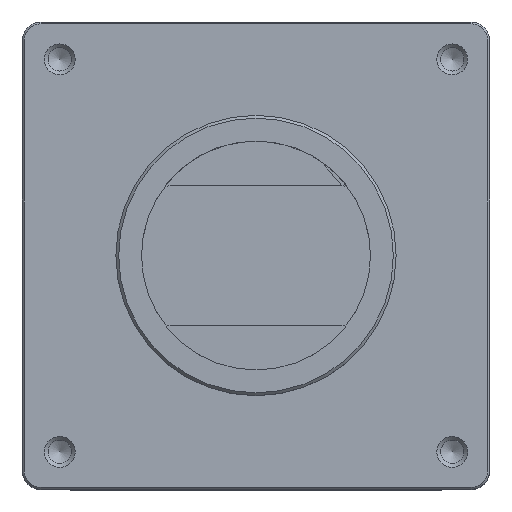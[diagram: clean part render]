
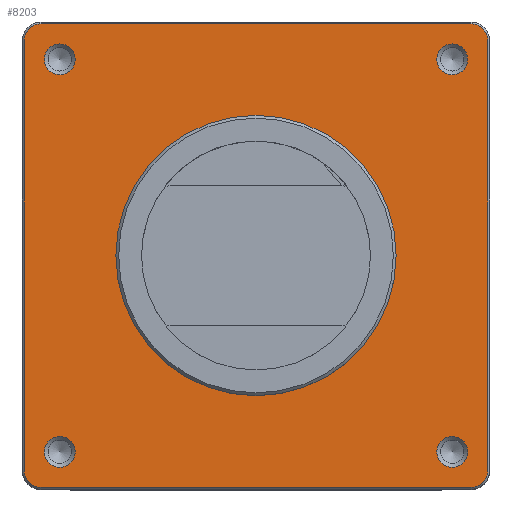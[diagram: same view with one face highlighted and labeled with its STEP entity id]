
A CAD part, top view. The second image highlights one B-rep face of the part: STEP entity #8203.
In plain terms, the highlighted planar face has unit normal (0, 0, 1).
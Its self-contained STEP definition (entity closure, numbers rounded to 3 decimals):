
#358 = ORIENTED_EDGE ( 'NONE', *, *, #1479, .F. ) ;
#759 = DIRECTION ( 'NONE',  ( 0., 0., 1. ) ) ;
#1017 = CARTESIAN_POINT ( 'NONE',  ( 23., 23., 10. ) ) ;
#1146 = EDGE_CURVE ( 'NONE', #42319, #42319, #98415, .T. ) ;
#1479 = EDGE_CURVE ( 'NONE', #18116, #18116, #51383, .T. ) ;
#1784 = DIRECTION ( 'NONE',  ( 1., 0., 0. ) ) ;
#1787 = DIRECTION ( 'NONE',  ( 1., 0., 0. ) ) ;
#2195 = ORIENTED_EDGE ( 'NONE', *, *, #6653, .T. ) ;
#2336 = CARTESIAN_POINT ( 'NONE',  ( -15., 0., 10. ) ) ;
#2733 = CARTESIAN_POINT ( 'NONE',  ( -19.35, 21., 10. ) ) ;
#5234 = CIRCLE ( 'NONE', #77496, 1.8 ) ;
#5474 = CARTESIAN_POINT ( 'NONE',  ( -23., 24.8, 10. ) ) ;
#6040 = AXIS2_PLACEMENT_3D ( 'NONE', #56715, #103640, #54653 ) ;
#6653 = EDGE_CURVE ( 'NONE', #10321, #22910, #53540, .T. ) ;
#8203 = ADVANCED_FACE ( 'NONE', ( #66254, #16821, #88460, #48894, #98420, #97380 ), #16313, .F. ) ;
#8695 = VERTEX_POINT ( 'NONE', #67680 ) ;
#9083 = CARTESIAN_POINT ( 'NONE',  ( 23., 23., 10. ) ) ;
#9432 = DIRECTION ( 'NONE',  ( 0., 0., -1. ) ) ;
#10321 = VERTEX_POINT ( 'NONE', #5474 ) ;
#11954 = VECTOR ( 'NONE', #40828, 1000. ) ;
#12129 = ORIENTED_EDGE ( 'NONE', *, *, #55040, .T. ) ;
#12498 = EDGE_LOOP ( 'NONE', ( #24245, #29271, #51094, #12129, #101537, #81225, #2195, #15637 ) ) ;
#14457 = DIRECTION ( 'NONE',  ( 0., 0., 1. ) ) ;
#15326 = VERTEX_POINT ( 'NONE', #76981 ) ;
#15541 = LINE ( 'NONE', #39742, #62678 ) ;
#15637 = ORIENTED_EDGE ( 'NONE', *, *, #58147, .T. ) ;
#16028 = AXIS2_PLACEMENT_3D ( 'NONE', #40223, #759, #1787 ) ;
#16313 = PLANE ( 'NONE',  #33343 ) ;
#16821 = FACE_BOUND ( 'NONE', #72014, .T. ) ;
#18116 = VERTEX_POINT ( 'NONE', #2336 ) ;
#19614 = CARTESIAN_POINT ( 'NONE',  ( -24.8, 23., 10. ) ) ;
#20596 = EDGE_CURVE ( 'NONE', #80379, #28446, #60122, .T. ) ;
#21760 = CARTESIAN_POINT ( 'NONE',  ( -23., -23., 10. ) ) ;
#21833 = CARTESIAN_POINT ( 'NONE',  ( -21., 21., 10. ) ) ;
#22910 = VERTEX_POINT ( 'NONE', #19614 ) ;
#24245 = ORIENTED_EDGE ( 'NONE', *, *, #70397, .T. ) ;
#26702 = CARTESIAN_POINT ( 'NONE',  ( 23., 24.8, 10. ) ) ;
#26941 = DIRECTION ( 'NONE',  ( 0., 0., 1. ) ) ;
#27738 = LINE ( 'NONE', #26702, #90203 ) ;
#28446 = VERTEX_POINT ( 'NONE', #93639 ) ;
#28996 = VERTEX_POINT ( 'NONE', #59537 ) ;
#29271 = ORIENTED_EDGE ( 'NONE', *, *, #20596, .T. ) ;
#30362 = CARTESIAN_POINT ( 'NONE',  ( 21., 21., 10. ) ) ;
#31040 = EDGE_LOOP ( 'NONE', ( #93561 ) ) ;
#33343 = AXIS2_PLACEMENT_3D ( 'NONE', #1017, #9432, #56295 ) ;
#33976 = EDGE_CURVE ( 'NONE', #98054, #98054, #80004, .T. ) ;
#34326 = EDGE_CURVE ( 'NONE', #89119, #89119, #38057, .T. ) ;
#34899 = CARTESIAN_POINT ( 'NONE',  ( 23., -24.8, 10. ) ) ;
#37775 = AXIS2_PLACEMENT_3D ( 'NONE', #65467, #51233, #1784 ) ;
#37855 = EDGE_CURVE ( 'NONE', #40251, #15326, #5234, .T. ) ;
#38057 = CIRCLE ( 'NONE', #68254, 1.65 ) ;
#38846 = VERTEX_POINT ( 'NONE', #97051 ) ;
#39742 = CARTESIAN_POINT ( 'NONE',  ( -24.8, 23., 10. ) ) ;
#40223 = CARTESIAN_POINT ( 'NONE',  ( 21., -21., 10. ) ) ;
#40251 = VERTEX_POINT ( 'NONE', #55200 ) ;
#40828 = DIRECTION ( 'NONE',  ( 0., 1., 0. ) ) ;
#42319 = VERTEX_POINT ( 'NONE', #51246 ) ;
#43335 = EDGE_CURVE ( 'NONE', #28996, #28996, #78150, .T. ) ;
#43800 = EDGE_LOOP ( 'NONE', ( #92013 ) ) ;
#44020 = DIRECTION ( 'NONE',  ( -1., 0., 0. ) ) ;
#44356 = ORIENTED_EDGE ( 'NONE', *, *, #33976, .F. ) ;
#44848 = DIRECTION ( 'NONE',  ( 1., 0., 0. ) ) ;
#45949 = DIRECTION ( 'NONE',  ( -1., 0., 0. ) ) ;
#47480 = DIRECTION ( 'NONE',  ( 0., 0., 1. ) ) ;
#47561 = DIRECTION ( 'NONE',  ( 1., 0., 0. ) ) ;
#48706 = CARTESIAN_POINT ( 'NONE',  ( 24.8, 23., 10. ) ) ;
#48894 = FACE_BOUND ( 'NONE', #80067, .T. ) ;
#51094 = ORIENTED_EDGE ( 'NONE', *, *, #96083, .T. ) ;
#51233 = DIRECTION ( 'NONE',  ( 0., 0., 1. ) ) ;
#51246 = CARTESIAN_POINT ( 'NONE',  ( 22.65, -21., 10. ) ) ;
#51382 = ORIENTED_EDGE ( 'NONE', *, *, #43335, .F. ) ;
#51383 = CIRCLE ( 'NONE', #6040, 15. ) ;
#51384 = DIRECTION ( 'NONE',  ( -1., 0., 0. ) ) ;
#53328 = DIRECTION ( 'NONE',  ( 0., 0., 1. ) ) ;
#53540 = CIRCLE ( 'NONE', #75416, 1.8 ) ;
#54653 = DIRECTION ( 'NONE',  ( -1., 0., 0. ) ) ;
#55040 = EDGE_CURVE ( 'NONE', #38846, #40251, #87741, .T. ) ;
#55200 = CARTESIAN_POINT ( 'NONE',  ( 24.8, 23., 10. ) ) ;
#56295 = DIRECTION ( 'NONE',  ( -1., 0., 0. ) ) ;
#56715 = CARTESIAN_POINT ( 'NONE',  ( 0., 0., 10. ) ) ;
#58147 = EDGE_CURVE ( 'NONE', #22910, #8695, #15541, .T. ) ;
#59537 = CARTESIAN_POINT ( 'NONE',  ( -19.35, -21., 10. ) ) ;
#60122 = LINE ( 'NONE', #34899, #90901 ) ;
#60833 = DIRECTION ( 'NONE',  ( 0., 0., 1. ) ) ;
#62452 = DIRECTION ( 'NONE',  ( 1., 0., 0. ) ) ;
#62678 = VECTOR ( 'NONE', #71855, 1000. ) ;
#65467 = CARTESIAN_POINT ( 'NONE',  ( -21., -21., 10. ) ) ;
#66254 = FACE_BOUND ( 'NONE', #31040, .T. ) ;
#66411 = CARTESIAN_POINT ( 'NONE',  ( 22.65, 21., 10. ) ) ;
#66928 = DIRECTION ( 'NONE',  ( -1., 0., 0. ) ) ;
#67193 = CARTESIAN_POINT ( 'NONE',  ( 23., -23., 10. ) ) ;
#67680 = CARTESIAN_POINT ( 'NONE',  ( -24.8, -23., 10. ) ) ;
#68254 = AXIS2_PLACEMENT_3D ( 'NONE', #21833, #14457, #47561 ) ;
#69344 = CIRCLE ( 'NONE', #76046, 1.8 ) ;
#70397 = EDGE_CURVE ( 'NONE', #8695, #80379, #75909, .T. ) ;
#71576 = AXIS2_PLACEMENT_3D ( 'NONE', #30362, #104060, #62452 ) ;
#71855 = DIRECTION ( 'NONE',  ( 0., -1., 0. ) ) ;
#72014 = EDGE_LOOP ( 'NONE', ( #44356 ) ) ;
#75416 = AXIS2_PLACEMENT_3D ( 'NONE', #101263, #47480, #94425 ) ;
#75909 = CIRCLE ( 'NONE', #91054, 1.8 ) ;
#76046 = AXIS2_PLACEMENT_3D ( 'NONE', #67193, #60833, #51384 ) ;
#76981 = CARTESIAN_POINT ( 'NONE',  ( 23., 24.8, 10. ) ) ;
#77057 = EDGE_LOOP ( 'NONE', ( #358 ) ) ;
#77496 = AXIS2_PLACEMENT_3D ( 'NONE', #9083, #26941, #66928 ) ;
#78150 = CIRCLE ( 'NONE', #37775, 1.65 ) ;
#80004 = CIRCLE ( 'NONE', #71576, 1.65 ) ;
#80067 = EDGE_LOOP ( 'NONE', ( #51382 ) ) ;
#80379 = VERTEX_POINT ( 'NONE', #101665 ) ;
#81225 = ORIENTED_EDGE ( 'NONE', *, *, #83686, .T. ) ;
#83686 = EDGE_CURVE ( 'NONE', #15326, #10321, #27738, .T. ) ;
#87741 = LINE ( 'NONE', #48706, #11954 ) ;
#88460 = FACE_BOUND ( 'NONE', #43800, .T. ) ;
#89119 = VERTEX_POINT ( 'NONE', #2733 ) ;
#90203 = VECTOR ( 'NONE', #44020, 1000. ) ;
#90901 = VECTOR ( 'NONE', #44848, 1000. ) ;
#91054 = AXIS2_PLACEMENT_3D ( 'NONE', #21760, #53328, #45949 ) ;
#92013 = ORIENTED_EDGE ( 'NONE', *, *, #1146, .F. ) ;
#93561 = ORIENTED_EDGE ( 'NONE', *, *, #34326, .F. ) ;
#93639 = CARTESIAN_POINT ( 'NONE',  ( 23., -24.8, 10. ) ) ;
#94425 = DIRECTION ( 'NONE',  ( -1., 0., 0. ) ) ;
#96083 = EDGE_CURVE ( 'NONE', #28446, #38846, #69344, .T. ) ;
#97051 = CARTESIAN_POINT ( 'NONE',  ( 24.8, -23., 10. ) ) ;
#97380 = FACE_BOUND ( 'NONE', #77057, .T. ) ;
#98054 = VERTEX_POINT ( 'NONE', #66411 ) ;
#98415 = CIRCLE ( 'NONE', #16028, 1.65 ) ;
#98420 = FACE_OUTER_BOUND ( 'NONE', #12498, .T. ) ;
#101263 = CARTESIAN_POINT ( 'NONE',  ( -23., 23., 10. ) ) ;
#101537 = ORIENTED_EDGE ( 'NONE', *, *, #37855, .T. ) ;
#101665 = CARTESIAN_POINT ( 'NONE',  ( -23., -24.8, 10. ) ) ;
#103640 = DIRECTION ( 'NONE',  ( 0., 0., 1. ) ) ;
#104060 = DIRECTION ( 'NONE',  ( 0., 0., 1. ) ) ;
